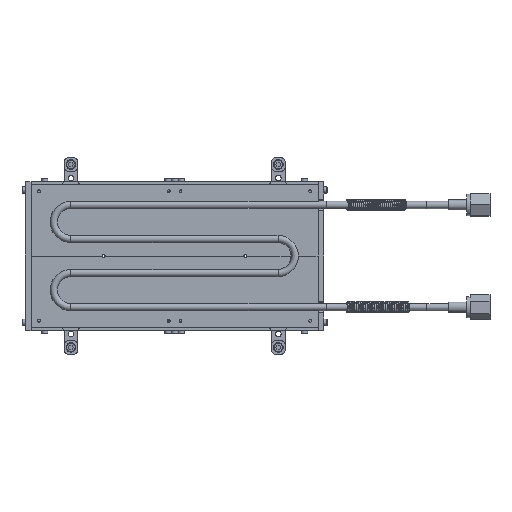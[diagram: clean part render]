
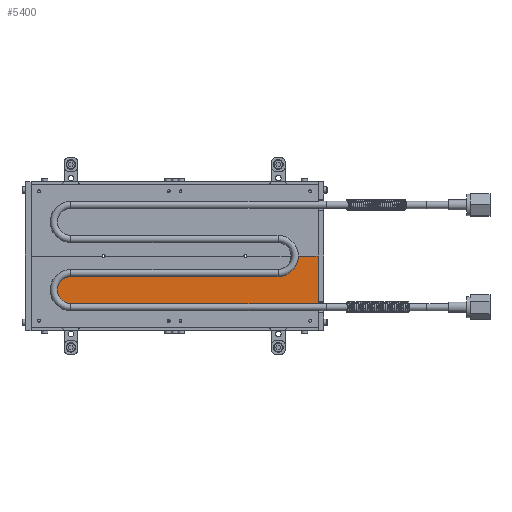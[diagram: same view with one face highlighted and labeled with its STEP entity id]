
A CAD part, top view. The second image highlights one B-rep face of the part: STEP entity #5400.
In plain terms, the highlighted planar face has unit normal (0, 0, 1).
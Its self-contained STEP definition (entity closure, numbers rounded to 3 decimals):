
#4706=FACE_OUTER_BOUND('',#8469,.T.);
#5400=ADVANCED_FACE('',(#4706),#6189,.T.);
#6189=PLANE('',#17483);
#6574=CIRCLE('',#17481,18.186);
#6575=CIRCLE('',#17482,11.825);
#8469=EDGE_LOOP('',(#10005,#10006,#10007,#10008,#10009,#10010));
#10005=ORIENTED_EDGE('',*,*,#14337,.F.);
#10006=ORIENTED_EDGE('',*,*,#14338,.F.);
#10007=ORIENTED_EDGE('',*,*,#14320,.F.);
#10008=ORIENTED_EDGE('',*,*,#14339,.F.);
#10009=ORIENTED_EDGE('',*,*,#14340,.F.);
#10010=ORIENTED_EDGE('',*,*,#14341,.F.);
#13053=VERTEX_POINT('',#23299);
#13054=VERTEX_POINT('',#23301);
#13070=VERTEX_POINT('',#23338);
#13071=VERTEX_POINT('',#23339);
#13072=VERTEX_POINT('',#23342);
#13073=VERTEX_POINT('',#23344);
#14320=EDGE_CURVE('',#13053,#13054,#15872,.T.);
#14337=EDGE_CURVE('',#13070,#13071,#15887,.T.);
#14338=EDGE_CURVE('',#13054,#13070,#15888,.T.);
#14339=EDGE_CURVE('',#13072,#13053,#6574,.T.);
#14340=EDGE_CURVE('',#13073,#13072,#15889,.T.);
#14341=EDGE_CURVE('',#13071,#13073,#6575,.T.);
#15872=LINE('',#23300,#16673);
#15887=LINE('',#23337,#16688);
#15888=LINE('',#23340,#16689);
#15889=LINE('',#23343,#16690);
#16673=VECTOR('',#19169,1.);
#16688=VECTOR('',#19196,1.);
#16689=VECTOR('',#19197,1.);
#16690=VECTOR('',#19200,1.);
#17481=AXIS2_PLACEMENT_3D('',#23341,#19198,#19199);
#17482=AXIS2_PLACEMENT_3D('',#23345,#19201,#19202);
#17483=AXIS2_PLACEMENT_3D('',#23346,#19203,#19204);
#19169=DIRECTION('',(1.,0.,0.));
#19196=DIRECTION('',(-1.,0.,0.));
#19197=DIRECTION('',(0.,-1.,0.));
#19198=DIRECTION('',(0.,0.,1.));
#19199=DIRECTION('',(1.,0.,0.));
#19200=DIRECTION('',(1.,0.,0.));
#19201=DIRECTION('',(0.,0.,-1.));
#19202=DIRECTION('',(1.,0.,0.));
#19203=DIRECTION('',(0.,0.,1.));
#19204=DIRECTION('',(1.,0.,0.));
#23299=CARTESIAN_POINT('',(235.123,62.5,8.));
#23300=CARTESIAN_POINT('',(126.25,62.5,8.));
#23301=CARTESIAN_POINT('',(252.5,62.5,8.));
#23337=CARTESIAN_POINT('',(252.5,20.675,8.));
#23338=CARTESIAN_POINT('',(252.5,20.675,8.));
#23339=CARTESIAN_POINT('',(35.,20.675,8.));
#23340=CARTESIAN_POINT('',(252.5,31.25,8.));
#23341=CARTESIAN_POINT('',(216.938,62.5,8.));
#23342=CARTESIAN_POINT('',(216.319,44.325,8.));
#23343=CARTESIAN_POINT('',(35.,44.325,8.));
#23344=CARTESIAN_POINT('',(35.,44.325,8.));
#23345=CARTESIAN_POINT('',(35.,32.5,8.));
#23346=CARTESIAN_POINT('',(126.25,31.25,8.));
